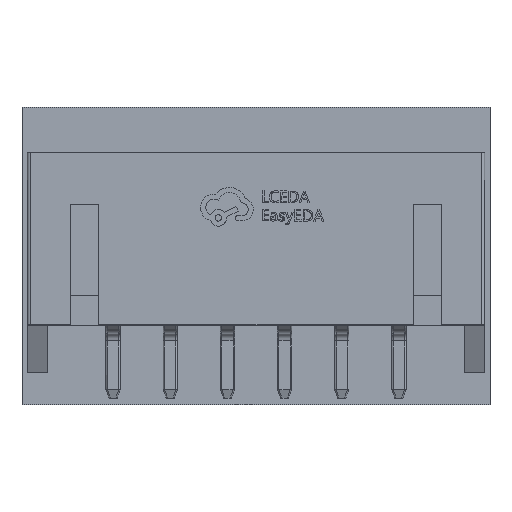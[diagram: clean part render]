
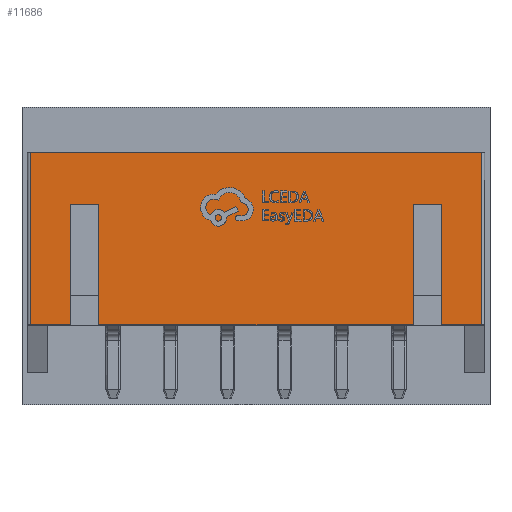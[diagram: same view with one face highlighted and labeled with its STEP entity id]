
A CAD part, top view. The second image highlights one B-rep face of the part: STEP entity #11686.
In plain terms, the highlighted planar face has unit normal (0, 0, 1).
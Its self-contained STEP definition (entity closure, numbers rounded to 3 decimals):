
#10769 = EDGE_CURVE('',#10770,#10772,#10774,.T.);
#10770 = VERTEX_POINT('',#10771);
#10771 = CARTESIAN_POINT('',(-7.9,-1.775,
    5.5));
#10772 = VERTEX_POINT('',#10773);
#10773 = CARTESIAN_POINT('',(-6.5,-1.775,
    5.5));
#10774 = LINE('',#10775,#10776);
#10775 = CARTESIAN_POINT('',(8.,-1.775,
    5.5));
#10776 = VECTOR('',#10777,1.);
#10777 = DIRECTION('',(1.,0.,-0.));
#10983 = VERTEX_POINT('',#10984);
#10984 = CARTESIAN_POINT('',(7.9,-1.775,
    5.5));
#10991 = EDGE_CURVE('',#10992,#10983,#10994,.T.);
#10992 = VERTEX_POINT('',#10993);
#10993 = CARTESIAN_POINT('',(6.5,-1.775,
    5.5));
#10994 = LINE('',#10995,#10996);
#10995 = CARTESIAN_POINT('',(8.,-1.775,
    5.5));
#10996 = VECTOR('',#10997,1.);
#10997 = DIRECTION('',(1.,0.,-0.));
#11016 = VERTEX_POINT('',#11017);
#11017 = CARTESIAN_POINT('',(5.5,-1.775,
    5.5));
#11023 = EDGE_CURVE('',#11024,#11016,#11026,.T.);
#11024 = VERTEX_POINT('',#11025);
#11025 = CARTESIAN_POINT('',(-5.5,-1.775,
    5.5));
#11026 = LINE('',#11027,#11028);
#11027 = CARTESIAN_POINT('',(8.,-1.775,
    5.5));
#11028 = VECTOR('',#11029,1.);
#11029 = DIRECTION('',(1.,0.,-0.));
#11588 = VERTEX_POINT('',#11589);
#11589 = CARTESIAN_POINT('',(-7.9,4.274,
    5.5));
#11596 = EDGE_CURVE('',#11597,#11588,#11599,.T.);
#11597 = VERTEX_POINT('',#11598);
#11598 = CARTESIAN_POINT('',(7.9,4.274,
    5.5));
#11599 = LINE('',#11600,#11601);
#11600 = CARTESIAN_POINT('',(8.,4.274,
    5.5));
#11601 = VECTOR('',#11602,1.);
#11602 = DIRECTION('',(-1.,0.,0.));
#11686 = ADVANCED_FACE('',(#11687),#11749,.T.);
#11687 = FACE_BOUND('',#11688,.T.);
#11688 = EDGE_LOOP('',(#11689,#11690,#11696,#11697,#11705,#11713,#11719,
    #11720,#11728,#11736,#11742,#11743));
#11689 = ORIENTED_EDGE('',*,*,#11596,.T.);
#11690 = ORIENTED_EDGE('',*,*,#11691,.T.);
#11691 = EDGE_CURVE('',#11588,#10770,#11692,.T.);
#11692 = LINE('',#11693,#11694);
#11693 = CARTESIAN_POINT('',(-7.9,-1.775,
    5.5));
#11694 = VECTOR('',#11695,1.);
#11695 = DIRECTION('',(0.,-1.,0.));
#11696 = ORIENTED_EDGE('',*,*,#10769,.T.);
#11697 = ORIENTED_EDGE('',*,*,#11698,.F.);
#11698 = EDGE_CURVE('',#11699,#10772,#11701,.T.);
#11699 = VERTEX_POINT('',#11700);
#11700 = CARTESIAN_POINT('',(-6.5,2.425,
    5.5));
#11701 = LINE('',#11702,#11703);
#11702 = CARTESIAN_POINT('',(-6.5,2.425,
    5.5));
#11703 = VECTOR('',#11704,1.);
#11704 = DIRECTION('',(0.,-1.,0.));
#11705 = ORIENTED_EDGE('',*,*,#11706,.F.);
#11706 = EDGE_CURVE('',#11707,#11699,#11709,.T.);
#11707 = VERTEX_POINT('',#11708);
#11708 = CARTESIAN_POINT('',(-5.5,2.425,
    5.5));
#11709 = LINE('',#11710,#11711);
#11710 = CARTESIAN_POINT('',(-6.5,2.425,
    5.5));
#11711 = VECTOR('',#11712,1.);
#11712 = DIRECTION('',(-1.,0.,0.));
#11713 = ORIENTED_EDGE('',*,*,#11714,.T.);
#11714 = EDGE_CURVE('',#11707,#11024,#11715,.T.);
#11715 = LINE('',#11716,#11717);
#11716 = CARTESIAN_POINT('',(-5.5,2.425,
    5.5));
#11717 = VECTOR('',#11718,1.);
#11718 = DIRECTION('',(0.,-1.,0.));
#11719 = ORIENTED_EDGE('',*,*,#11023,.T.);
#11720 = ORIENTED_EDGE('',*,*,#11721,.F.);
#11721 = EDGE_CURVE('',#11722,#11016,#11724,.T.);
#11722 = VERTEX_POINT('',#11723);
#11723 = CARTESIAN_POINT('',(5.5,2.425,
    5.5));
#11724 = LINE('',#11725,#11726);
#11725 = CARTESIAN_POINT('',(5.5,2.425,
    5.5));
#11726 = VECTOR('',#11727,1.);
#11727 = DIRECTION('',(0.,-1.,0.));
#11728 = ORIENTED_EDGE('',*,*,#11729,.F.);
#11729 = EDGE_CURVE('',#11730,#11722,#11732,.T.);
#11730 = VERTEX_POINT('',#11731);
#11731 = CARTESIAN_POINT('',(6.5,2.425,
    5.5));
#11732 = LINE('',#11733,#11734);
#11733 = CARTESIAN_POINT('',(6.5,2.425,
    5.5));
#11734 = VECTOR('',#11735,1.);
#11735 = DIRECTION('',(-1.,0.,0.));
#11736 = ORIENTED_EDGE('',*,*,#11737,.T.);
#11737 = EDGE_CURVE('',#11730,#10992,#11738,.T.);
#11738 = LINE('',#11739,#11740);
#11739 = CARTESIAN_POINT('',(6.5,2.425,
    5.5));
#11740 = VECTOR('',#11741,1.);
#11741 = DIRECTION('',(0.,-1.,0.));
#11742 = ORIENTED_EDGE('',*,*,#10991,.T.);
#11743 = ORIENTED_EDGE('',*,*,#11744,.T.);
#11744 = EDGE_CURVE('',#10983,#11597,#11745,.T.);
#11745 = LINE('',#11746,#11747);
#11746 = CARTESIAN_POINT('',(7.9,4.274,
    5.5));
#11747 = VECTOR('',#11748,1.);
#11748 = DIRECTION('',(0.,1.,0.));
#11749 = PLANE('',#11750);
#11750 = AXIS2_PLACEMENT_3D('',#11751,#11752,#11753);
#11751 = CARTESIAN_POINT('',(0.,2.625,
    5.5));
#11752 = DIRECTION('',(0.,0.,1.));
#11753 = DIRECTION('',(-1.,0.,0.));
